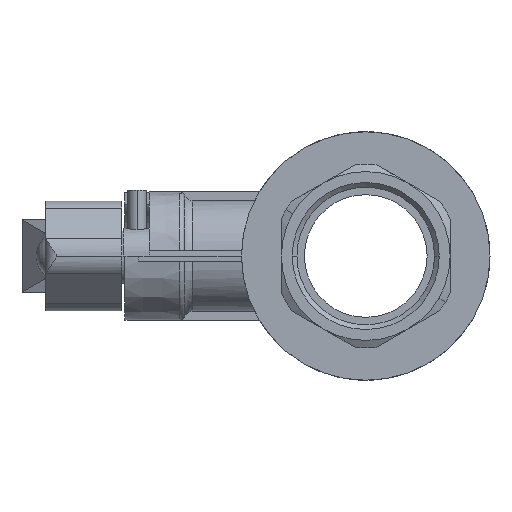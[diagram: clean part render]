
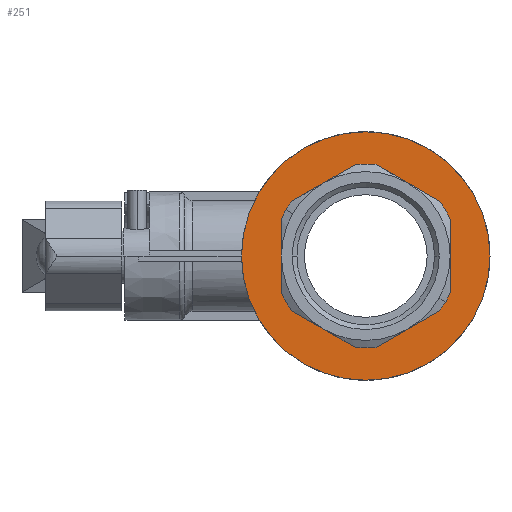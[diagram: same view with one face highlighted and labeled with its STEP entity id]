
A CAD part, left-side view. The second image highlights one B-rep face of the part: STEP entity #251.
In plain terms, the highlighted planar face has unit normal (-1, 0, 0).
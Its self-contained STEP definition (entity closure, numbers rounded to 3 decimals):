
#251=ADVANCED_FACE('',(#672,#673),#674,.T.);
#672=FACE_BOUND('',#1100,.T.);
#673=FACE_OUTER_BOUND('',#1101,.T.);
#674=PLANE('',#1102);
#1100=EDGE_LOOP('',(#2772,#2773,#2774,#2775,#2776,#2777,#2778,#2779,#2780,#2781,#2782,#2783,#2784,#2785));
#1101=EDGE_LOOP('',(#2786,#2787));
#1102=AXIS2_PLACEMENT_3D('',#2788,#2789,#2790);
#2772=ORIENTED_EDGE('',*,*,#3297,.T.);
#2773=ORIENTED_EDGE('',*,*,#3294,.T.);
#2774=ORIENTED_EDGE('',*,*,#2874,.T.);
#2775=ORIENTED_EDGE('',*,*,#3293,.T.);
#2776=ORIENTED_EDGE('',*,*,#3288,.T.);
#2777=ORIENTED_EDGE('',*,*,#3285,.T.);
#2778=ORIENTED_EDGE('',*,*,#3280,.T.);
#2779=ORIENTED_EDGE('',*,*,#3313,.T.);
#2780=ORIENTED_EDGE('',*,*,#3322,.T.);
#2781=ORIENTED_EDGE('',*,*,#3310,.T.);
#2782=ORIENTED_EDGE('',*,*,#2872,.T.);
#2783=ORIENTED_EDGE('',*,*,#3323,.T.);
#2784=ORIENTED_EDGE('',*,*,#3306,.T.);
#2785=ORIENTED_EDGE('',*,*,#3319,.T.);
#2786=ORIENTED_EDGE('',*,*,#2885,.F.);
#2787=ORIENTED_EDGE('',*,*,#3263,.F.);
#2788=CARTESIAN_POINT('',(-39.2,-29.,0.0));
#2789=DIRECTION('',(-1.0,0.0,0.0));
#2790=DIRECTION('',(0.0,1.0,-0.0));
#2872=EDGE_CURVE('',#3447,#3449,#3451,.T.);
#2874=EDGE_CURVE('',#3454,#3452,#3455,.T.);
#2885=EDGE_CURVE('',#3473,#3476,#3477,.T.);
#3263=EDGE_CURVE('',#3476,#3473,#4101,.T.);
#3280=EDGE_CURVE('',#4126,#4127,#4128,.T.);
#3285=EDGE_CURVE('',#4136,#4126,#4137,.T.);
#3288=EDGE_CURVE('',#4141,#4136,#4142,.T.);
#3293=EDGE_CURVE('',#3452,#4141,#4149,.T.);
#3294=EDGE_CURVE('',#4150,#3454,#4151,.T.);
#3297=EDGE_CURVE('',#4155,#4150,#4156,.T.);
#3306=EDGE_CURVE('',#4168,#4169,#4170,.T.);
#3310=EDGE_CURVE('',#4176,#3447,#4177,.T.);
#3313=EDGE_CURVE('',#4127,#4181,#4182,.T.);
#3319=EDGE_CURVE('',#4169,#4155,#4189,.T.);
#3322=EDGE_CURVE('',#4181,#4176,#4192,.T.);
#3323=EDGE_CURVE('',#3449,#4168,#4193,.T.);
#3447=VERTEX_POINT('',#4412);
#3449=VERTEX_POINT('',#4415);
#3451=CIRCLE('',#4418,30.0);
#3452=VERTEX_POINT('',#4419);
#3454=VERTEX_POINT('',#4422);
#3455=CIRCLE('',#4423,30.0);
#3473=VERTEX_POINT('',#4444);
#3476=VERTEX_POINT('',#4448);
#3477=CIRCLE('',#4449,40.5);
#4101=CIRCLE('',#5872,40.5);
#4126=VERTEX_POINT('',#5907);
#4127=VERTEX_POINT('',#5908);
#4128=LINE('',#5909,#5910);
#4136=VERTEX_POINT('',#5942);
#4137=CIRCLE('',#5943,30.0);
#4141=VERTEX_POINT('',#5948);
#4142=LINE('',#5949,#5950);
#4149=CIRCLE('',#5980,30.0);
#4150=VERTEX_POINT('',#5981);
#4151=LINE('',#5982,#5983);
#4155=VERTEX_POINT('',#5999);
#4156=CIRCLE('',#6000,30.0);
#4168=VERTEX_POINT('',#6013);
#4169=VERTEX_POINT('',#6014);
#4170=CIRCLE('',#6015,30.0);
#4176=VERTEX_POINT('',#6023);
#4177=CIRCLE('',#6024,30.0);
#4181=VERTEX_POINT('',#6029);
#4182=CIRCLE('',#6030,30.0);
#4189=LINE('',#6071,#6072);
#4192=LINE('',#6097,#6098);
#4193=LINE('',#6099,#6100);
#4412=CARTESIAN_POINT('',(-39.2,-25.981,-15.0));
#4415=CARTESIAN_POINT('',(-39.2,-24.133,-17.821));
#4418=AXIS2_PLACEMENT_3D('',#6390,#6391,#6392);
#4419=CARTESIAN_POINT('',(-39.2,25.981,15.0));
#4422=CARTESIAN_POINT('',(-39.2,27.5,11.99));
#4423=AXIS2_PLACEMENT_3D('',#6394,#6395,#6396);
#4444=CARTESIAN_POINT('',(-39.2,-40.5,0.0));
#4448=CARTESIAN_POINT('',(-39.2,40.5,0.));
#4449=AXIS2_PLACEMENT_3D('',#6419,#6420,#6421);
#5872=AXIS2_PLACEMENT_3D('',#7009,#7010,#7011);
#5907=CARTESIAN_POINT('',(-39.2,-3.367,29.81));
#5908=CARTESIAN_POINT('',(-39.2,-24.133,17.821));
#5909=CARTESIAN_POINT('',(-39.2,-24.625,17.537));
#5910=VECTOR('',#7040,1.0);
#5942=CARTESIAN_POINT('',(-39.2,3.367,29.81));
#5943=AXIS2_PLACEMENT_3D('',#7043,#7044,#7045);
#5948=CARTESIAN_POINT('',(-39.2,24.133,17.821));
#5949=CARTESIAN_POINT('',(-39.2,2.875,30.094));
#5950=VECTOR('',#7050,1.0);
#5980=AXIS2_PLACEMENT_3D('',#7055,#7056,#7057);
#5981=CARTESIAN_POINT('',(-39.2,27.5,-11.99));
#5982=CARTESIAN_POINT('',(-39.2,27.5,0.));
#5983=VECTOR('',#7058,1.0);
#5999=CARTESIAN_POINT('',(-39.2,24.133,-17.821));
#6000=AXIS2_PLACEMENT_3D('',#7060,#7061,#7062);
#6013=CARTESIAN_POINT('',(-39.2,-3.367,-29.81));
#6014=CARTESIAN_POINT('',(-39.2,3.367,-29.81));
#6015=AXIS2_PLACEMENT_3D('',#7085,#7086,#7087);
#6023=CARTESIAN_POINT('',(-39.2,-27.5,-11.99));
#6024=AXIS2_PLACEMENT_3D('',#7093,#7094,#7095);
#6029=CARTESIAN_POINT('',(-39.2,-27.5,11.99));
#6030=AXIS2_PLACEMENT_3D('',#7100,#7101,#7102);
#6071=CARTESIAN_POINT('',(-39.2,2.875,-30.094));
#6072=VECTOR('',#7107,1.0);
#6097=CARTESIAN_POINT('',(-39.2,-27.5,0.));
#6098=VECTOR('',#7108,1.0);
#6099=CARTESIAN_POINT('',(-39.2,-24.625,-17.537));
#6100=VECTOR('',#7109,1.0);
#6390=CARTESIAN_POINT('',(-39.2,0.,0.));
#6391=DIRECTION('',(1.0,0.0,0.0));
#6392=DIRECTION('',(0.0,-0.866,-0.5));
#6394=CARTESIAN_POINT('',(-39.2,0.,0.));
#6395=DIRECTION('',(1.0,0.0,0.0));
#6396=DIRECTION('',(0.0,-0.866,-0.5));
#6419=CARTESIAN_POINT('',(-39.2,0.0,0.0));
#6420=DIRECTION('',(1.0,0.0,0.0));
#6421=DIRECTION('',(0.0,-1.0,0.0));
#7009=CARTESIAN_POINT('',(-39.2,0.0,0.0));
#7010=DIRECTION('',(1.0,0.0,0.0));
#7011=DIRECTION('',(0.0,-1.0,0.0));
#7040=DIRECTION('',(-0.0,-0.866,-0.5));
#7043=CARTESIAN_POINT('',(-39.2,0.,0.));
#7044=DIRECTION('',(1.0,0.0,0.0));
#7045=DIRECTION('',(0.0,-0.866,-0.5));
#7050=DIRECTION('',(0.0,-0.866,0.5));
#7055=CARTESIAN_POINT('',(-39.2,0.,0.));
#7056=DIRECTION('',(1.0,0.0,0.0));
#7057=DIRECTION('',(0.0,-0.866,-0.5));
#7058=DIRECTION('',(0.0,0.,1.0));
#7060=CARTESIAN_POINT('',(-39.2,0.,0.));
#7061=DIRECTION('',(1.0,0.0,0.0));
#7062=DIRECTION('',(0.0,-0.866,-0.5));
#7085=CARTESIAN_POINT('',(-39.2,0.,0.));
#7086=DIRECTION('',(1.0,0.0,0.0));
#7087=DIRECTION('',(0.0,-0.866,-0.5));
#7093=CARTESIAN_POINT('',(-39.2,0.,0.));
#7094=DIRECTION('',(1.0,0.0,0.0));
#7095=DIRECTION('',(0.0,-0.866,-0.5));
#7100=CARTESIAN_POINT('',(-39.2,0.,0.));
#7101=DIRECTION('',(1.0,0.0,0.0));
#7102=DIRECTION('',(0.0,-0.866,-0.5));
#7107=DIRECTION('',(0.0,0.866,0.5));
#7108=DIRECTION('',(-0.0,0.,-1.0));
#7109=DIRECTION('',(0.0,0.866,-0.5));
